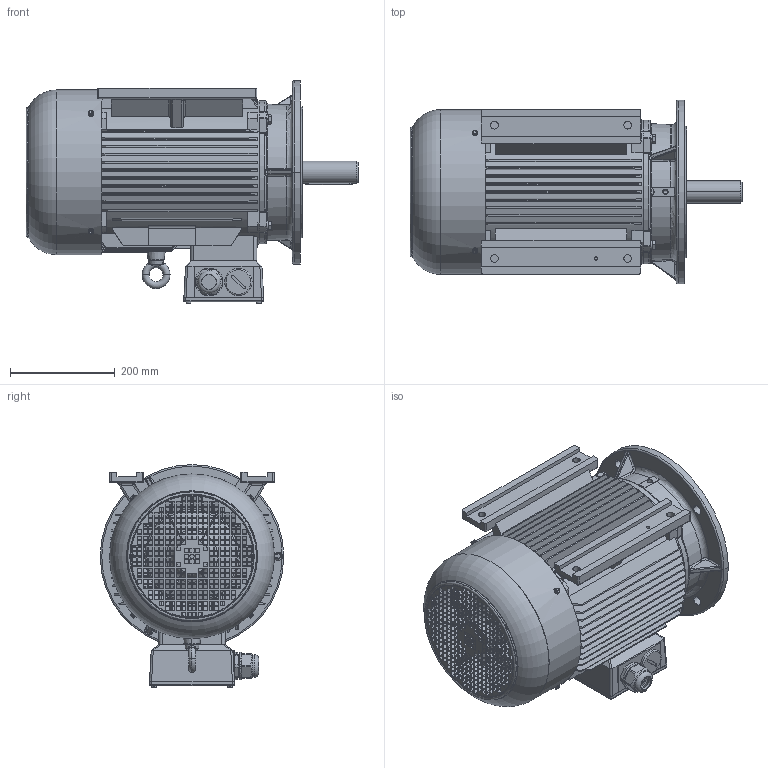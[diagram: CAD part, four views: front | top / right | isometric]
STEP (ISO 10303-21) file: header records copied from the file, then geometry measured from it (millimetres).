
FILE_DESCRIPTION(/* description */ (''),/* implementation_level */ '2;1');
FILE_NAME(/* name */ 'JM3-160L-B35.stp',/* time_stamp */ '2014-10-07T10:04:04+08:00',/* author */ (''),/* organization */ (''),/* preprocessor_version */ 'ST-DEVELOPER v14',/* originating_system */ 'SIEMENS PLM Software NX 8.0',/* authorisation */ '');
FILE_SCHEMA (('AUTOMOTIVE_DESIGN { 1 0 10303 214 3 1 1 1 }'));
Length unit declared in the file: millimetre
Products named in the file (1): jl0D7857331x43
Bounding box: 633 x 350 x 425 mm (x, y, z)
Volume: 9562135.4 mm3; surface area: 2769324.7 mm2
Topology: 60 solids, 60 shells, 4297 faces, 11329 edges, 7275 vertices
Faces by surface type: plane 2377, cylinder 966, torus 349, cone 306, bspline 278, sphere 21
Full cylindrical faces by diameter (mm): 2 x1, 4.48 x8, 5 x8, 5.3 x4, 5.35 x8, 6 x8, 7 x8, 8 x1, 9.026 x8, 10 x15, 11.2 x8, 16 x1, 27.5 x1, 32.5 x3, 37.5 x5, 38.2 x1, 38.75 x6, 40 x7, 41.25 x6, 43.125 x1, 52 x1, 53.125 x1, 65 x1, 66 x1, 132 x1, 235 x1, 311 x1, 314 x1
Entity records: 161506 total; most frequent: CARTESIAN_POINT 45035, ORIENTED_EDGE 21932, DIRECTION 20240, EDGE_CURVE 10966, VERTEX_POINT 7156, AXIS2_PLACEMENT_3D 6809, LINE 6622, VECTOR 6622
